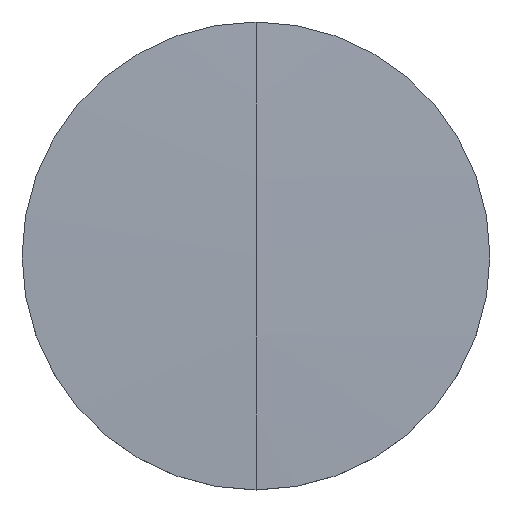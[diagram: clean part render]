
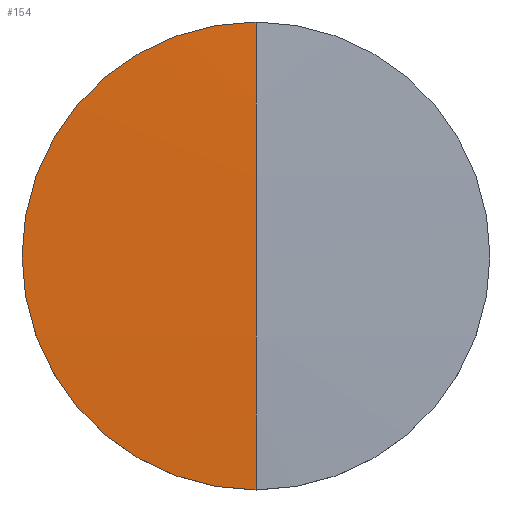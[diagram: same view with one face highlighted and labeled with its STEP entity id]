
A CAD part, top view. The second image highlights one B-rep face of the part: STEP entity #154.
In plain terms, the highlighted spherical face has radius 308.62 mm.
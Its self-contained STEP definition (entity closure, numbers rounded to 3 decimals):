
#9 = VERTEX_POINT ( 'NONE', #135 ) ;
#36 = VERTEX_POINT ( 'NONE', #111 ) ;
#37 = ORIENTED_EDGE ( 'NONE', *, *, #160, .T. ) ;
#46 = EDGE_CURVE ( 'NONE', #119, #36, #95, .T. ) ;
#69 = CARTESIAN_POINT ( 'NONE',  ( -12.7, 0., 0.999 ) ) ;
#70 = DIRECTION ( 'NONE',  ( 0., 0., -1. ) ) ;
#71 = DIRECTION ( 'NONE',  ( 1., 0., 0. ) ) ;
#72 = CARTESIAN_POINT ( 'NONE',  ( 0., 0., -307.36 ) ) ;
#73 = AXIS2_PLACEMENT_3D ( 'NONE', #72, #71, #70 ) ;
#75 = ORIENTED_EDGE ( 'NONE', *, *, #126, .T. ) ;
#76 = VERTEX_POINT ( 'NONE', #69 ) ;
#95 = CIRCLE ( 'NONE', #73, 308.62 ) ;
#111 = CARTESIAN_POINT ( 'NONE',  ( 0., 0., 1.26 ) ) ;
#119 = VERTEX_POINT ( 'NONE', #202 ) ;
#120 = ORIENTED_EDGE ( 'NONE', *, *, #138, .T. ) ;
#125 = ORIENTED_EDGE ( 'NONE', *, *, #46, .F. ) ;
#126 = EDGE_CURVE ( 'NONE', #76, #9, #233, .T. ) ;
#135 = CARTESIAN_POINT ( 'NONE',  ( 0., -12.7, 0.999 ) ) ;
#138 = EDGE_CURVE ( 'NONE', #119, #76, #212, .T. ) ;
#154 = ADVANCED_FACE ( 'NONE', ( #207 ), #180, .T. ) ;
#155 = EDGE_LOOP ( 'NONE', ( #75, #37, #125, #120 ) ) ;
#160 = EDGE_CURVE ( 'NONE', #9, #36, #197, .T. ) ;
#179 = CARTESIAN_POINT ( 'NONE',  ( 0., 0., -307.36 ) ) ;
#180 = SPHERICAL_SURFACE ( 'NONE', #196, 308.62 ) ;
#192 = CARTESIAN_POINT ( 'NONE',  ( 0., 0., -307.36 ) ) ;
#193 = AXIS2_PLACEMENT_3D ( 'NONE', #192, #286, #285 ) ;
#194 = DIRECTION ( 'NONE',  ( 0., 1., 0. ) ) ;
#195 = DIRECTION ( 'NONE',  ( -1., 0., 0. ) ) ;
#196 = AXIS2_PLACEMENT_3D ( 'NONE', #179, #195, #194 ) ;
#197 = CIRCLE ( 'NONE', #193, 308.62 ) ;
#202 = CARTESIAN_POINT ( 'NONE',  ( 0., 12.7, 0.999 ) ) ;
#207 = FACE_OUTER_BOUND ( 'NONE', #155, .T. ) ;
#208 = DIRECTION ( 'NONE',  ( 1., 0., 0. ) ) ;
#209 = DIRECTION ( 'NONE',  ( 0., 0., 1. ) ) ;
#210 = CARTESIAN_POINT ( 'NONE',  ( 0., 0., 0.999 ) ) ;
#211 = AXIS2_PLACEMENT_3D ( 'NONE', #210, #209, #208 ) ;
#212 = CIRCLE ( 'NONE', #211, 12.7 ) ;
#229 = DIRECTION ( 'NONE',  ( 1., 0., 0. ) ) ;
#230 = DIRECTION ( 'NONE',  ( 0., 0., 1. ) ) ;
#231 = CARTESIAN_POINT ( 'NONE',  ( 0., 0., 0.999 ) ) ;
#232 = AXIS2_PLACEMENT_3D ( 'NONE', #231, #230, #229 ) ;
#233 = CIRCLE ( 'NONE', #232, 12.7 ) ;
#285 = DIRECTION ( 'NONE',  ( 0., -1., 0. ) ) ;
#286 = DIRECTION ( 'NONE',  ( -1., 0., 0. ) ) ;
